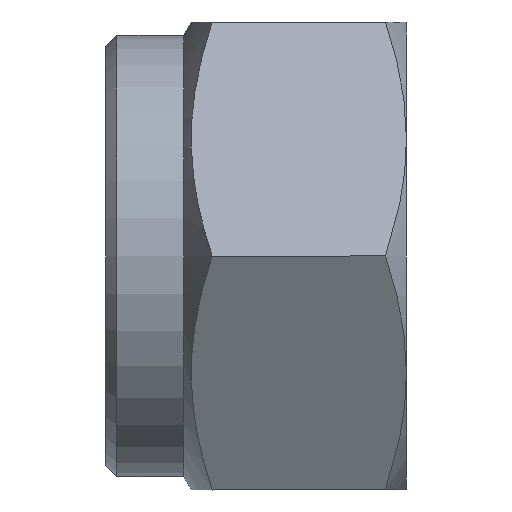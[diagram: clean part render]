
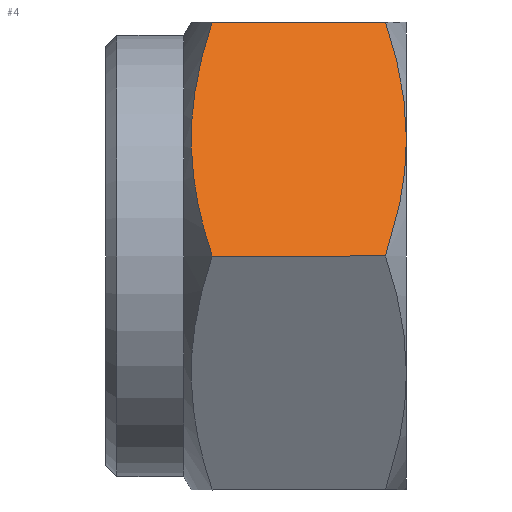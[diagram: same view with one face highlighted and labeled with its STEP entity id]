
A CAD part, left-side view. The second image highlights one B-rep face of the part: STEP entity #4.
In plain terms, the highlighted planar face has unit normal (-0.866, 0, 0.5).
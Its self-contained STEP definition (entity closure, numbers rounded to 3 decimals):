
#4 = ADVANCED_FACE ( 'NONE', ( #1002 ), #82, .T. ) ;
#78 = DIRECTION ( 'NONE',  ( -0.866, 0., 0.5 ) ) ;
#82 = PLANE ( 'NONE',  #253 ) ;
#107 = CARTESIAN_POINT ( 'NONE',  ( -12.124, -0.058, 0. ) ) ;
#180 = DIRECTION ( 'NONE',  ( 0.5, 0., 0.866 ) ) ;
#181 = DIRECTION ( 'NONE',  ( 0., -1., 0. ) ) ;
#193 = CARTESIAN_POINT ( 'NONE',  ( -12.124, 4.85, 0. ) ) ;
#253 = AXIS2_PLACEMENT_3D ( 'NONE', #107, #78, #180 ) ;
#265 = EDGE_CURVE ( 'NONE', #803, #826, #928, .T. ) ;
#285 = EDGE_CURVE ( 'NONE', #817, #803, #652, .T. ) ;
#315 = EDGE_CURVE ( 'NONE', #802, #817, #922, .T. ) ;
#328 = EDGE_CURVE ( 'NONE', #813, #802, #666, .T. ) ;
#353 = EDGE_CURVE ( 'NONE', #826, #813, #657, .T. ) ;
#373 = CARTESIAN_POINT ( 'NONE',  ( -6.062, 8.716, 10.5 ) ) ;
#375 = CARTESIAN_POINT ( 'NONE',  ( -7.056, 9.237, 8.779 ) ) ;
#377 = CARTESIAN_POINT ( 'NONE',  ( -9.093, 0., 5.25 ) ) ;
#380 = CARTESIAN_POINT ( 'NONE',  ( -6.557, 9.002, 9.643 ) ) ;
#390 = CARTESIAN_POINT ( 'NONE',  ( -12.124, 8.716, 0. ) ) ;
#392 = CARTESIAN_POINT ( 'NONE',  ( -6.062, 0.938, 10.5 ) ) ;
#436 = CARTESIAN_POINT ( 'NONE',  ( -9.093, 0., 5.25 ) ) ;
#438 = CARTESIAN_POINT ( 'NONE',  ( -9.611, 0., 4.354 ) ) ;
#439 = CARTESIAN_POINT ( 'NONE',  ( -10.121, 0.09, 3.47 ) ) ;
#440 = CARTESIAN_POINT ( 'NONE',  ( -11.13, 0.416, 1.722 ) ) ;
#464 = CARTESIAN_POINT ( 'NONE',  ( -12.124, 0.938, 0. ) ) ;
#465 = CARTESIAN_POINT ( 'NONE',  ( -11.629, 0.652, 0.858 ) ) ;
#483 = CARTESIAN_POINT ( 'NONE',  ( -6.062, 0.938, 10.5 ) ) ;
#484 = CARTESIAN_POINT ( 'NONE',  ( -6.557, 0.652, 9.642 ) ) ;
#486 = CARTESIAN_POINT ( 'NONE',  ( -7.056, 0.416, 8.778 ) ) ;
#488 = CARTESIAN_POINT ( 'NONE',  ( -9.093, 0., 5.25 ) ) ;
#495 = CARTESIAN_POINT ( 'NONE',  ( -6.062, 4.85, 10.5 ) ) ;
#496 = CARTESIAN_POINT ( 'NONE',  ( -8.066, 0.09, 7.03 ) ) ;
#500 = DIRECTION ( 'NONE',  ( 0., 1., 0. ) ) ;
#505 = CARTESIAN_POINT ( 'NONE',  ( -8.576, 0., 6.146 ) ) ;
#583 = CARTESIAN_POINT ( 'NONE',  ( -12.124, 8.716, 0. ) ) ;
#584 = CARTESIAN_POINT ( 'NONE',  ( -11.629, 9.002, 0.858 ) ) ;
#585 = CARTESIAN_POINT ( 'NONE',  ( -11.129, 9.238, 1.724 ) ) ;
#586 = CARTESIAN_POINT ( 'NONE',  ( -10.371, 9.483, 3.038 ) ) ;
#587 = CARTESIAN_POINT ( 'NONE',  ( -10.116, 9.547, 3.478 ) ) ;
#589 = CARTESIAN_POINT ( 'NONE',  ( -9.604, 9.632, 4.365 ) ) ;
#590 = CARTESIAN_POINT ( 'NONE',  ( -9.345, 9.654, 4.814 ) ) ;
#591 = CARTESIAN_POINT ( 'NONE',  ( -8.572, 9.653, 6.153 ) ) ;
#592 = CARTESIAN_POINT ( 'NONE',  ( -8.063, 9.563, 7.034 ) ) ;
#593 = CARTESIAN_POINT ( 'NONE',  ( -6.062, 8.716, 10.5 ) ) ;
#624 = CARTESIAN_POINT ( 'NONE',  ( -12.124, 0.938, 0. ) ) ;
#652 = B_SPLINE_CURVE_WITH_KNOTS ( 'NONE', 3,
 ( #593, #380, #375, #592, #591, #590, #589, #587, #586, #585, #584, #583 ),
 .UNSPECIFIED., .F., .F.,
 ( 4, 2, 2, 2, 2, 4 ),
 ( 0., 0.003, 0.006, 0.008, 0.009, 0.012 ),
 .UNSPECIFIED. ) ;
#657 = B_SPLINE_CURVE_WITH_KNOTS ( 'NONE', 3,
 ( #464, #465, #440, #439, #438, #436 ),
 .UNSPECIFIED., .F., .F.,
 ( 4, 2, 4 ),
 ( 0., 0.003, 0.006 ),
 .UNSPECIFIED. ) ;
#666 = B_SPLINE_CURVE_WITH_KNOTS ( 'NONE', 3,
 ( #488, #505, #496, #486, #484, #483 ),
 .UNSPECIFIED., .F., .F.,
 ( 4, 2, 4 ),
 ( 0., 0.003, 0.006 ),
 .UNSPECIFIED. ) ;
#750 = ORIENTED_EDGE ( 'NONE', *, *, #285, .T. ) ;
#751 = ORIENTED_EDGE ( 'NONE', *, *, #265, .T. ) ;
#752 = ORIENTED_EDGE ( 'NONE', *, *, #353, .T. ) ;
#753 = ORIENTED_EDGE ( 'NONE', *, *, #328, .T. ) ;
#754 = ORIENTED_EDGE ( 'NONE', *, *, #315, .T. ) ;
#802 = VERTEX_POINT ( 'NONE', #392 ) ;
#803 = VERTEX_POINT ( 'NONE', #390 ) ;
#813 = VERTEX_POINT ( 'NONE', #377 ) ;
#817 = VERTEX_POINT ( 'NONE', #373 ) ;
#826 = VERTEX_POINT ( 'NONE', #624 ) ;
#897 = VECTOR ( 'NONE', #500, 1000. ) ;
#922 = LINE ( 'NONE', #495, #897 ) ;
#927 = VECTOR ( 'NONE', #181, 1000. ) ;
#928 = LINE ( 'NONE', #193, #927 ) ;
#1002 = FACE_OUTER_BOUND ( 'NONE', #1020, .T. ) ;
#1020 = EDGE_LOOP ( 'NONE', ( #750, #751, #752, #753, #754 ) ) ;
